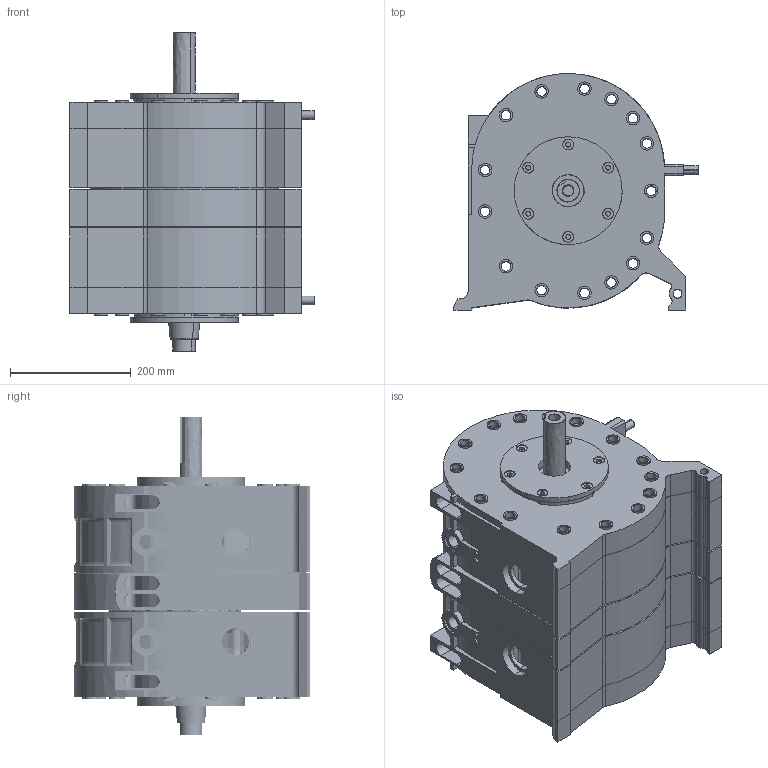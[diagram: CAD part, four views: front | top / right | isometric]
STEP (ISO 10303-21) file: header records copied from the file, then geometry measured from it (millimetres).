
FILE_DESCRIPTION(('FreeCAD Model'),'2;1');
FILE_NAME('Open CASCADE Shape Model','2025-05-04T11:04:05',('FreeCAD'),( 'FreeCAD'),'Open CASCADE STEP processor 7.6','FreeCAD','Unknown');
FILE_SCHEMA(('AUTOMOTIVE_DESIGN { 1 0 10303 214 1 1 1 1 }'));
Products named in the file (1): Open CASCADE STEP translator 7.6 1
Bounding box: 404.37 x 391.48 x 527.79 mm (x, y, z)
Volume: 19602493.9 mm3; surface area: 3652763.5 mm2
Topology: 58 solids, 62 shells, 3689 faces, 9737 edges, 6288 vertices
Faces by surface type: bspline 3689
Entity records: 150379 total; most frequent: CARTESIAN_POINT 97282, ORIENTED_EDGE 19354, EDGE_CURVE 9679, VERTEX_POINT 6288, B_SPLINE_CURVE_WITH_KNOTS 4531, FACE_BOUND 4255, EDGE_LOOP 4255, ADVANCED_FACE 3689
